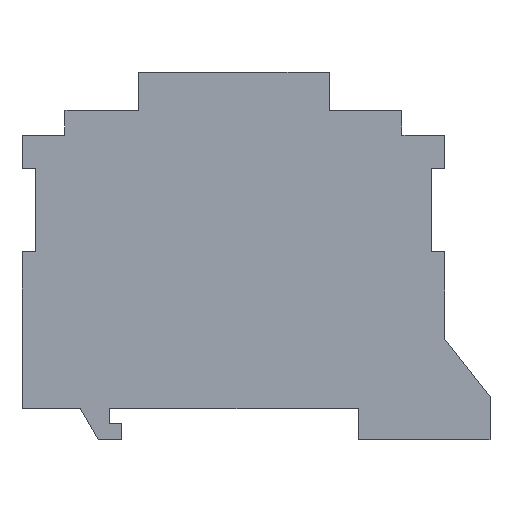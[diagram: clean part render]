
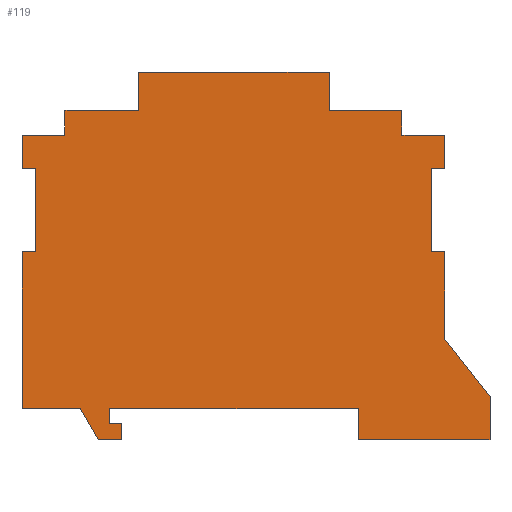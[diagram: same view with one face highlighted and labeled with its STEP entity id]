
A CAD part, left-side view. The second image highlights one B-rep face of the part: STEP entity #119.
In plain terms, the highlighted planar face has unit normal (-1, 0, 0).
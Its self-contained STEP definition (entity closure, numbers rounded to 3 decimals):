
#119=ADVANCED_FACE('',(#254),#255,.F.);
#254=FACE_OUTER_BOUND('',#398,.T.);
#255=PLANE('',#399);
#398=EDGE_LOOP('',(#657,#658,#659,#660,#661,#662,#663,#664,#665,#666,#667,#668,#669,#670,#671,#672,#673,#674,#675,#676,#677,#678,#679,#680,#681,#682,#683,#684,#685,#686));
#399=AXIS2_PLACEMENT_3D('',#687,#688,#689);
#657=ORIENTED_EDGE('',*,*,#913,.T.);
#658=ORIENTED_EDGE('',*,*,#908,.T.);
#659=ORIENTED_EDGE('',*,*,#954,.F.);
#660=ORIENTED_EDGE('',*,*,#921,.T.);
#661=ORIENTED_EDGE('',*,*,#926,.T.);
#662=ORIENTED_EDGE('',*,*,#916,.T.);
#663=ORIENTED_EDGE('',*,*,#952,.F.);
#664=ORIENTED_EDGE('',*,*,#955,.T.);
#665=ORIENTED_EDGE('',*,*,#956,.T.);
#666=ORIENTED_EDGE('',*,*,#957,.F.);
#667=ORIENTED_EDGE('',*,*,#958,.T.);
#668=ORIENTED_EDGE('',*,*,#959,.T.);
#669=ORIENTED_EDGE('',*,*,#960,.T.);
#670=ORIENTED_EDGE('',*,*,#961,.T.);
#671=ORIENTED_EDGE('',*,*,#962,.T.);
#672=ORIENTED_EDGE('',*,*,#963,.F.);
#673=ORIENTED_EDGE('',*,*,#964,.F.);
#674=ORIENTED_EDGE('',*,*,#965,.T.);
#675=ORIENTED_EDGE('',*,*,#966,.T.);
#676=ORIENTED_EDGE('',*,*,#937,.T.);
#677=ORIENTED_EDGE('',*,*,#942,.T.);
#678=ORIENTED_EDGE('',*,*,#946,.T.);
#679=ORIENTED_EDGE('',*,*,#967,.T.);
#680=ORIENTED_EDGE('',*,*,#933,.T.);
#681=ORIENTED_EDGE('',*,*,#929,.T.);
#682=ORIENTED_EDGE('',*,*,#893,.T.);
#683=ORIENTED_EDGE('',*,*,#968,.T.);
#684=ORIENTED_EDGE('',*,*,#969,.T.);
#685=ORIENTED_EDGE('',*,*,#970,.F.);
#686=ORIENTED_EDGE('',*,*,#904,.T.);
#687=CARTESIAN_POINT('',(3.507,142.629,61.395));
#688=DIRECTION('',(1.0,0.0,-0.0));
#689=DIRECTION('',(0.0,0.0,1.0));
#893=EDGE_CURVE('',#1065,#1070,#1072,.T.);
#904=EDGE_CURVE('',#1085,#1083,#1086,.T.);
#908=EDGE_CURVE('',#1091,#1092,#1093,.T.);
#913=EDGE_CURVE('',#1083,#1091,#1100,.T.);
#916=EDGE_CURVE('',#1103,#1104,#1105,.T.);
#921=EDGE_CURVE('',#1112,#1113,#1114,.T.);
#926=EDGE_CURVE('',#1113,#1103,#1121,.T.);
#929=EDGE_CURVE('',#1124,#1065,#1125,.T.);
#933=EDGE_CURVE('',#1130,#1124,#1131,.T.);
#937=EDGE_CURVE('',#1136,#1137,#1138,.T.);
#942=EDGE_CURVE('',#1137,#1145,#1146,.T.);
#946=EDGE_CURVE('',#1145,#1151,#1152,.T.);
#952=EDGE_CURVE('',#1159,#1104,#1161,.T.);
#954=EDGE_CURVE('',#1112,#1092,#1163,.T.);
#955=EDGE_CURVE('',#1159,#1164,#1165,.T.);
#956=EDGE_CURVE('',#1164,#1166,#1167,.T.);
#957=EDGE_CURVE('',#1168,#1166,#1169,.T.);
#958=EDGE_CURVE('',#1168,#1170,#1171,.T.);
#959=EDGE_CURVE('',#1170,#1172,#1173,.T.);
#960=EDGE_CURVE('',#1172,#1174,#1175,.T.);
#961=EDGE_CURVE('',#1174,#1176,#1177,.T.);
#962=EDGE_CURVE('',#1176,#1178,#1179,.T.);
#963=EDGE_CURVE('',#1180,#1178,#1181,.T.);
#964=EDGE_CURVE('',#1182,#1180,#1183,.T.);
#965=EDGE_CURVE('',#1182,#1184,#1185,.T.);
#966=EDGE_CURVE('',#1184,#1136,#1186,.T.);
#967=EDGE_CURVE('',#1151,#1130,#1187,.T.);
#968=EDGE_CURVE('',#1070,#1188,#1189,.T.);
#969=EDGE_CURVE('',#1188,#1190,#1191,.T.);
#970=EDGE_CURVE('',#1085,#1190,#1192,.T.);
#1065=VERTEX_POINT('',#1308);
#1070=VERTEX_POINT('',#1315);
#1072=LINE('',#1318,#1319);
#1083=VERTEX_POINT('',#1330);
#1085=VERTEX_POINT('',#1333);
#1086=LINE('',#1334,#1335);
#1091=VERTEX_POINT('',#1342);
#1092=VERTEX_POINT('',#1343);
#1093=LINE('',#1344,#1345);
#1100=LINE('',#1355,#1356);
#1103=VERTEX_POINT('',#1360);
#1104=VERTEX_POINT('',#1361);
#1105=LINE('',#1362,#1363);
#1112=VERTEX_POINT('',#1373);
#1113=VERTEX_POINT('',#1374);
#1114=LINE('',#1375,#1376);
#1121=LINE('',#1386,#1387);
#1124=VERTEX_POINT('',#1391);
#1125=LINE('',#1392,#1393);
#1130=VERTEX_POINT('',#1400);
#1131=LINE('',#1401,#1402);
#1136=VERTEX_POINT('',#1409);
#1137=VERTEX_POINT('',#1410);
#1138=LINE('',#1411,#1412);
#1145=VERTEX_POINT('',#1422);
#1146=LINE('',#1423,#1424);
#1151=VERTEX_POINT('',#1431);
#1152=LINE('',#1432,#1433);
#1159=VERTEX_POINT('',#1443);
#1161=LINE('',#1446,#1447);
#1163=LINE('',#1449,#1450);
#1164=VERTEX_POINT('',#1451);
#1165=LINE('',#1452,#1453);
#1166=VERTEX_POINT('',#1454);
#1167=LINE('',#1455,#1456);
#1168=VERTEX_POINT('',#1457);
#1169=LINE('',#1458,#1459);
#1170=VERTEX_POINT('',#1460);
#1171=LINE('',#1461,#1462);
#1172=VERTEX_POINT('',#1463);
#1173=LINE('',#1464,#1465);
#1174=VERTEX_POINT('',#1466);
#1175=LINE('',#1467,#1468);
#1176=VERTEX_POINT('',#1469);
#1177=LINE('',#1470,#1471);
#1178=VERTEX_POINT('',#1472);
#1179=LINE('',#1473,#1474);
#1180=VERTEX_POINT('',#1475);
#1181=LINE('',#1476,#1477);
#1182=VERTEX_POINT('',#1478);
#1183=LINE('',#1479,#1480);
#1184=VERTEX_POINT('',#1481);
#1185=LINE('',#1482,#1483);
#1186=LINE('',#1484,#1485);
#1187=LINE('',#1486,#1487);
#1188=VERTEX_POINT('',#1488);
#1189=LINE('',#1489,#1490);
#1190=VERTEX_POINT('',#1491);
#1191=LINE('',#1492,#1493);
#1192=LINE('',#1494,#1495);
#1308=CARTESIAN_POINT('',(3.507,121.579,100.145));
#1315=CARTESIAN_POINT('',(3.507,132.079,100.145));
#1318=CARTESIAN_POINT('',(3.507,132.079,100.145));
#1319=VECTOR('',#1635,1.0);
#1330=CARTESIAN_POINT('',(3.507,170.179,100.145));
#1333=CARTESIAN_POINT('',(3.507,159.579,100.145));
#1334=CARTESIAN_POINT('',(3.507,176.379,100.145));
#1335=VECTOR('',#1649,1.0);
#1342=CARTESIAN_POINT('',(3.507,170.179,96.545));
#1343=CARTESIAN_POINT('',(3.507,176.379,96.545));
#1344=CARTESIAN_POINT('',(3.507,157.954,96.545));
#1345=VECTOR('',#1652,1.0);
#1355=CARTESIAN_POINT('',(3.507,170.179,79.87));
#1356=VECTOR('',#1656,1.0);
#1360=CARTESIAN_POINT('',(3.507,174.379,79.745));
#1361=CARTESIAN_POINT('',(3.507,176.379,79.745));
#1362=CARTESIAN_POINT('',(3.507,159.004,79.745));
#1363=VECTOR('',#1658,1.0);
#1373=CARTESIAN_POINT('',(3.507,176.379,91.745));
#1374=CARTESIAN_POINT('',(3.507,174.379,91.745));
#1375=CARTESIAN_POINT('',(3.507,159.004,91.745));
#1376=VECTOR('',#1662,1.0);
#1386=CARTESIAN_POINT('',(3.507,174.379,73.57));
#1387=VECTOR('',#1666,1.0);
#1391=CARTESIAN_POINT('',(3.507,121.579,96.545));
#1392=CARTESIAN_POINT('',(3.507,121.579,79.87));
#1393=VECTOR('',#1668,1.0);
#1400=CARTESIAN_POINT('',(3.507,115.379,96.545));
#1401=CARTESIAN_POINT('',(3.507,130.554,96.545));
#1402=VECTOR('',#1671,1.0);
#1409=CARTESIAN_POINT('',(3.507,115.379,79.745));
#1410=CARTESIAN_POINT('',(3.507,117.379,79.745));
#1411=CARTESIAN_POINT('',(3.507,129.504,79.745));
#1412=VECTOR('',#1674,1.0);
#1422=CARTESIAN_POINT('',(3.507,117.379,91.745));
#1423=CARTESIAN_POINT('',(3.507,117.379,73.57));
#1424=VECTOR('',#1678,1.0);
#1431=CARTESIAN_POINT('',(3.507,115.379,91.745));
#1432=CARTESIAN_POINT('',(3.507,129.504,91.745));
#1433=VECTOR('',#1681,1.0);
#1443=CARTESIAN_POINT('',(3.507,176.379,57.145));
#1446=CARTESIAN_POINT('',(3.507,176.379,70.145));
#1447=VECTOR('',#1686,1.0);
#1449=CARTESIAN_POINT('',(3.507,176.379,70.145));
#1450=VECTOR('',#1687,1.0);
#1451=CARTESIAN_POINT('',(3.507,167.979,57.145));
#1452=CARTESIAN_POINT('',(3.507,157.404,57.145));
#1453=VECTOR('',#1688,1.0);
#1454=CARTESIAN_POINT('',(3.507,165.379,52.645));
#1455=CARTESIAN_POINT('',(3.507,165.078,52.123));
#1456=VECTOR('',#1689,1.0);
#1457=CARTESIAN_POINT('',(3.507,161.979,52.645));
#1458=CARTESIAN_POINT('',(3.507,142.629,52.645));
#1459=VECTOR('',#1690,1.0);
#1460=CARTESIAN_POINT('',(3.507,161.979,54.962));
#1461=CARTESIAN_POINT('',(3.507,161.979,57.599));
#1462=VECTOR('',#1691,1.0);
#1463=CARTESIAN_POINT('',(3.507,163.727,54.962));
#1464=CARTESIAN_POINT('',(3.507,152.741,54.962));
#1465=VECTOR('',#1692,1.0);
#1466=CARTESIAN_POINT('',(3.507,163.727,57.145));
#1467=CARTESIAN_POINT('',(3.507,163.727,58.724));
#1468=VECTOR('',#1693,1.0);
#1469=CARTESIAN_POINT('',(3.507,127.879,57.145));
#1470=CARTESIAN_POINT('',(3.507,144.216,57.145));
#1471=VECTOR('',#1694,1.0);
#1472=CARTESIAN_POINT('',(3.507,127.879,52.645));
#1473=CARTESIAN_POINT('',(3.507,127.879,58.145));
#1474=VECTOR('',#1695,1.0);
#1475=CARTESIAN_POINT('',(3.507,108.879,52.645));
#1476=CARTESIAN_POINT('',(3.507,142.629,52.645));
#1477=VECTOR('',#1696,1.0);
#1478=CARTESIAN_POINT('',(3.507,108.879,58.895));
#1479=CARTESIAN_POINT('',(3.507,108.879,61.395));
#1480=VECTOR('',#1697,1.0);
#1481=CARTESIAN_POINT('',(3.507,115.379,67.145));
#1482=CARTESIAN_POINT('',(3.507,117.575,69.932));
#1483=VECTOR('',#1698,1.0);
#1484=CARTESIAN_POINT('',(3.507,115.379,70.145));
#1485=VECTOR('',#1699,1.0);
#1486=CARTESIAN_POINT('',(3.507,115.379,70.145));
#1487=VECTOR('',#1700,1.0);
#1488=CARTESIAN_POINT('',(3.507,132.079,105.645));
#1489=CARTESIAN_POINT('',(3.507,132.079,70.145));
#1490=VECTOR('',#1701,1.0);
#1491=CARTESIAN_POINT('',(3.507,159.579,105.645));
#1492=CARTESIAN_POINT('',(3.507,159.579,105.645));
#1493=VECTOR('',#1702,1.0);
#1494=CARTESIAN_POINT('',(3.507,159.579,70.145));
#1495=VECTOR('',#1703,1.0);
#1635=DIRECTION('',(0.0,1.0,-0.0));
#1649=DIRECTION('',(0.0,1.0,-0.0));
#1652=DIRECTION('',(0.0,1.0,-0.0));
#1656=DIRECTION('',(0.0,0.0,-1.0));
#1658=DIRECTION('',(0.0,1.0,-0.0));
#1662=DIRECTION('',(0.0,-1.0,0.0));
#1666=DIRECTION('',(0.0,0.0,-1.0));
#1668=DIRECTION('',(0.0,0.0,1.0));
#1671=DIRECTION('',(0.0,1.0,-0.0));
#1674=DIRECTION('',(0.0,1.0,-0.0));
#1678=DIRECTION('',(0.0,0.0,1.0));
#1681=DIRECTION('',(0.0,-1.0,0.0));
#1686=DIRECTION('',(0.0,0.0,1.0));
#1687=DIRECTION('',(0.0,0.0,1.0));
#1688=DIRECTION('',(0.0,-1.0,0.0));
#1689=DIRECTION('',(0.0,-0.5,-0.866));
#1690=DIRECTION('',(0.0,1.0,0.0));
#1691=DIRECTION('',(0.0,0.0,1.0));
#1692=DIRECTION('',(0.0,1.0,-0.0));
#1693=DIRECTION('',(0.0,0.0,1.0));
#1694=DIRECTION('',(0.0,-1.0,0.0));
#1695=DIRECTION('',(0.0,0.0,-1.0));
#1696=DIRECTION('',(0.0,1.0,0.0));
#1697=DIRECTION('',(0.0,0.0,-1.0));
#1698=DIRECTION('',(0.0,0.619,0.785));
#1699=DIRECTION('',(0.0,0.0,1.0));
#1700=DIRECTION('',(0.0,0.0,1.0));
#1701=DIRECTION('',(0.0,0.0,1.0));
#1702=DIRECTION('',(0.,1.0,-0.0));
#1703=DIRECTION('',(0.0,0.0,1.0));
